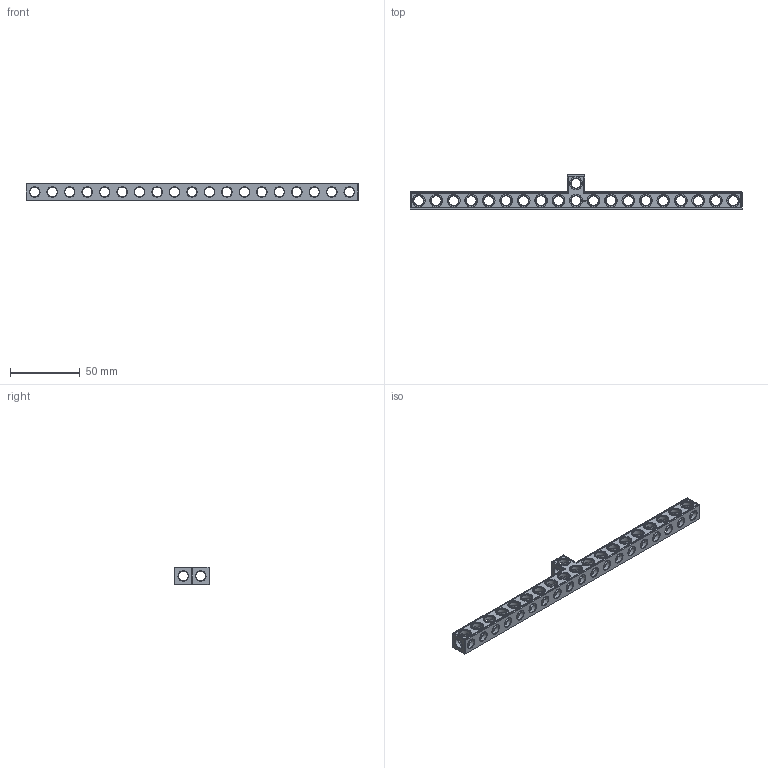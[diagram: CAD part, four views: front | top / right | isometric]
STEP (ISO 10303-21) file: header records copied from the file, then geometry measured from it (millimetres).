
FILE_DESCRIPTION(('FreeCAD Model'),'2;1');
FILE_NAME('Open CASCADE Shape Model','2022-01-28T22:49:40',( 'Paulo Kiefe'),('STEMFIE.org'),'Open CASCADE STEP processor 7.4', 'FreeCAD','Unknown');
FILE_SCHEMA(('AUTOMOTIVE_DESIGN { 1 0 10303 214 1 1 1 1 }'));
Products named in the file (1): Beam_TSH_SYM_ESS_BU19x02x01_-_SPN-BEM-1152_(stemfie.org)
Bounding box: 237.5 x 25 x 12.5 mm (x, y, z)
Volume: 19544.6 mm3; surface area: 17570.1 mm2
Topology: 1 solids, 1 shells, 740 faces, 2193 edges, 1428 vertices
Faces by surface type: plane 409, extrusion 124, cylinder 123, cone 84
Full cylindrical faces by diameter (mm): 6.98 x20, 7 x83, 9.2 x20
Entity records: 95233 total; most frequent: CARTESIAN_POINT 54187, DIRECTION 6565, VECTOR 4601, LINE 4477, ORIENTED_EDGE 4386, PCURVE 4386, DEFINITIONAL_REPRESENTATION 4386, EDGE_CURVE 2193
